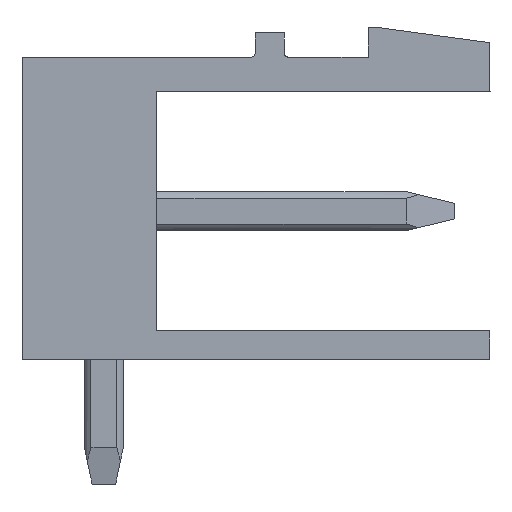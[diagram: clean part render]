
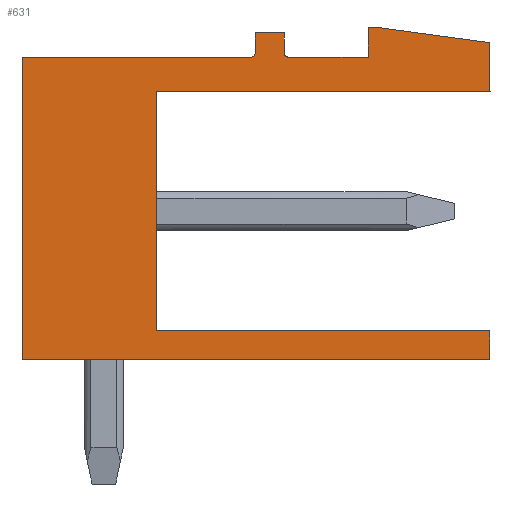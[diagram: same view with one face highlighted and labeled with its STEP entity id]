
A CAD part, left-side view. The second image highlights one B-rep face of the part: STEP entity #631.
In plain terms, the highlighted planar face has unit normal (-1, 0, 0).
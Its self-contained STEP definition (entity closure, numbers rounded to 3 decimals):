
#507=AXIS2_PLACEMENT_3D('Plane Axis2P3D',#504,#505,#506) ;
#553=AXIS2_PLACEMENT_3D('Circle Axis2P3D',#551,#552,$) ;
#581=AXIS2_PLACEMENT_3D('Circle Axis2P3D',#579,#580,$) ;
#49=CARTESIAN_POINT('Vertex',(0.,8.55,3.93)) ;
#52=CARTESIAN_POINT('Line Origine',(0.,4.275,3.93)) ;
#56=CARTESIAN_POINT('Vertex',(0.,0.,3.93)) ;
#224=CARTESIAN_POINT('Vertex',(0.,8.55,10.06)) ;
#227=CARTESIAN_POINT('Line Origine',(0.,8.55,6.995)) ;
#504=CARTESIAN_POINT('Axis2P3D Location',(0.,0.,0.)) ;
#509=CARTESIAN_POINT('Line Origine',(0.,4.275,10.06)) ;
#513=CARTESIAN_POINT('Vertex',(0.,0.,10.06)) ;
#516=CARTESIAN_POINT('Line Origine',(0.,0.,10.69)) ;
#520=CARTESIAN_POINT('Vertex',(0.,0.,11.32)) ;
#523=CARTESIAN_POINT('Line Origine',(0.,1.4,11.51)) ;
#527=CARTESIAN_POINT('Vertex',(0.,2.8,11.7)) ;
#530=CARTESIAN_POINT('Line Origine',(0.,2.96,11.7)) ;
#534=CARTESIAN_POINT('Vertex',(0.,3.12,11.7)) ;
#537=CARTESIAN_POINT('Line Origine',(0.,3.12,11.325)) ;
#541=CARTESIAN_POINT('Vertex',(0.,3.12,10.95)) ;
#544=CARTESIAN_POINT('Line Origine',(0.,4.145,10.95)) ;
#548=CARTESIAN_POINT('Vertex',(0.,5.17,10.95)) ;
#551=CARTESIAN_POINT('Axis2P3D Location',(0.,5.17,11.05)) ;
#555=CARTESIAN_POINT('Vertex',(0.,5.27,11.05)) ;
#558=CARTESIAN_POINT('Line Origine',(0.,5.27,11.31)) ;
#562=CARTESIAN_POINT('Vertex',(0.,5.27,11.57)) ;
#565=CARTESIAN_POINT('Line Origine',(0.,5.645,11.57)) ;
#569=CARTESIAN_POINT('Vertex',(0.,6.02,11.57)) ;
#572=CARTESIAN_POINT('Line Origine',(0.,6.02,11.31)) ;
#576=CARTESIAN_POINT('Vertex',(0.,6.02,11.05)) ;
#579=CARTESIAN_POINT('Axis2P3D Location',(0.,6.12,11.05)) ;
#583=CARTESIAN_POINT('Vertex',(0.,6.12,10.95)) ;
#586=CARTESIAN_POINT('Line Origine',(0.,9.06,10.95)) ;
#590=CARTESIAN_POINT('Vertex',(0.,12.,10.95)) ;
#593=CARTESIAN_POINT('Line Origine',(0.,12.,7.075)) ;
#597=CARTESIAN_POINT('Vertex',(0.,12.,3.2)) ;
#600=CARTESIAN_POINT('Line Origine',(0.,6.,3.2)) ;
#604=CARTESIAN_POINT('Vertex',(0.,0.,3.2)) ;
#607=CARTESIAN_POINT('Line Origine',(0.,0.,3.565)) ;
#53=DIRECTION('Vector Direction',(0.,1.,0.)) ;
#228=DIRECTION('Vector Direction',(0.,0.,-1.)) ;
#505=DIRECTION('Axis2P3D Direction',(-1.,0.,0.)) ;
#506=DIRECTION('Axis2P3D XDirection',(0.,0.,1.)) ;
#510=DIRECTION('Vector Direction',(0.,-1.,0.)) ;
#517=DIRECTION('Vector Direction',(0.,0.,1.)) ;
#524=DIRECTION('Vector Direction',(0.,0.991,0.134)) ;
#531=DIRECTION('Vector Direction',(0.,1.,0.)) ;
#538=DIRECTION('Vector Direction',(0.,0.,-1.)) ;
#545=DIRECTION('Vector Direction',(0.,1.,0.)) ;
#552=DIRECTION('Axis2P3D Direction',(-1.,0.,0.)) ;
#559=DIRECTION('Vector Direction',(0.,0.,1.)) ;
#566=DIRECTION('Vector Direction',(0.,1.,0.)) ;
#573=DIRECTION('Vector Direction',(0.,0.,-1.)) ;
#580=DIRECTION('Axis2P3D Direction',(-1.,0.,0.)) ;
#587=DIRECTION('Vector Direction',(0.,1.,0.)) ;
#594=DIRECTION('Vector Direction',(0.,0.,-1.)) ;
#601=DIRECTION('Vector Direction',(0.,1.,0.)) ;
#608=DIRECTION('Vector Direction',(0.,0.,-1.)) ;
#54=VECTOR('Line Direction',#53,1.) ;
#229=VECTOR('Line Direction',#228,1.) ;
#511=VECTOR('Line Direction',#510,1.) ;
#518=VECTOR('Line Direction',#517,1.) ;
#525=VECTOR('Line Direction',#524,1.) ;
#532=VECTOR('Line Direction',#531,1.) ;
#539=VECTOR('Line Direction',#538,1.) ;
#546=VECTOR('Line Direction',#545,1.) ;
#560=VECTOR('Line Direction',#559,1.) ;
#567=VECTOR('Line Direction',#566,1.) ;
#574=VECTOR('Line Direction',#573,1.) ;
#588=VECTOR('Line Direction',#587,1.) ;
#595=VECTOR('Line Direction',#594,1.) ;
#602=VECTOR('Line Direction',#601,1.) ;
#609=VECTOR('Line Direction',#608,1.) ;
#613=ORIENTED_EDGE('',*,*,#58,.T.) ;
#614=ORIENTED_EDGE('',*,*,#231,.T.) ;
#615=ORIENTED_EDGE('',*,*,#515,.T.) ;
#616=ORIENTED_EDGE('',*,*,#522,.T.) ;
#617=ORIENTED_EDGE('',*,*,#529,.T.) ;
#618=ORIENTED_EDGE('',*,*,#536,.T.) ;
#619=ORIENTED_EDGE('',*,*,#543,.T.) ;
#620=ORIENTED_EDGE('',*,*,#550,.T.) ;
#621=ORIENTED_EDGE('',*,*,#557,.T.) ;
#622=ORIENTED_EDGE('',*,*,#564,.T.) ;
#623=ORIENTED_EDGE('',*,*,#571,.T.) ;
#624=ORIENTED_EDGE('',*,*,#578,.T.) ;
#625=ORIENTED_EDGE('',*,*,#585,.T.) ;
#626=ORIENTED_EDGE('',*,*,#592,.T.) ;
#627=ORIENTED_EDGE('',*,*,#599,.T.) ;
#628=ORIENTED_EDGE('',*,*,#606,.T.) ;
#629=ORIENTED_EDGE('',*,*,#611,.T.) ;
#631=ADVANCED_FACE('Housing',(#630),#508,.T.) ;
#554=CIRCLE('generated circle',#553,0.1) ;
#582=CIRCLE('generated circle',#581,0.1) ;
#58=EDGE_CURVE('',#57,#50,#55,.T.) ;
#231=EDGE_CURVE('',#50,#225,#230,.F.) ;
#515=EDGE_CURVE('',#225,#514,#512,.T.) ;
#522=EDGE_CURVE('',#514,#521,#519,.T.) ;
#529=EDGE_CURVE('',#521,#528,#526,.T.) ;
#536=EDGE_CURVE('',#528,#535,#533,.T.) ;
#543=EDGE_CURVE('',#535,#542,#540,.T.) ;
#550=EDGE_CURVE('',#542,#549,#547,.T.) ;
#557=EDGE_CURVE('',#549,#556,#554,.F.) ;
#564=EDGE_CURVE('',#556,#563,#561,.T.) ;
#571=EDGE_CURVE('',#563,#570,#568,.T.) ;
#578=EDGE_CURVE('',#570,#577,#575,.T.) ;
#585=EDGE_CURVE('',#577,#584,#582,.F.) ;
#592=EDGE_CURVE('',#584,#591,#589,.T.) ;
#599=EDGE_CURVE('',#591,#598,#596,.T.) ;
#606=EDGE_CURVE('',#598,#605,#603,.F.) ;
#611=EDGE_CURVE('',#605,#57,#610,.F.) ;
#612=EDGE_LOOP('',(#613,#614,#615,#616,#617,#618,#619,#620,#621,#622,#623,#624,#625,#626,#627,#628,#629)) ;
#630=FACE_OUTER_BOUND('',#612,.T.) ;
#55=LINE('Line',#52,#54) ;
#230=LINE('Line',#227,#229) ;
#512=LINE('Line',#509,#511) ;
#519=LINE('Line',#516,#518) ;
#526=LINE('Line',#523,#525) ;
#533=LINE('Line',#530,#532) ;
#540=LINE('Line',#537,#539) ;
#547=LINE('Line',#544,#546) ;
#561=LINE('Line',#558,#560) ;
#568=LINE('Line',#565,#567) ;
#575=LINE('Line',#572,#574) ;
#589=LINE('Line',#586,#588) ;
#596=LINE('Line',#593,#595) ;
#603=LINE('Line',#600,#602) ;
#610=LINE('Line',#607,#609) ;
#508=PLANE('',#507) ;
#50=VERTEX_POINT('',#49) ;
#57=VERTEX_POINT('',#56) ;
#225=VERTEX_POINT('',#224) ;
#514=VERTEX_POINT('',#513) ;
#521=VERTEX_POINT('',#520) ;
#528=VERTEX_POINT('',#527) ;
#535=VERTEX_POINT('',#534) ;
#542=VERTEX_POINT('',#541) ;
#549=VERTEX_POINT('',#548) ;
#556=VERTEX_POINT('',#555) ;
#563=VERTEX_POINT('',#562) ;
#570=VERTEX_POINT('',#569) ;
#577=VERTEX_POINT('',#576) ;
#584=VERTEX_POINT('',#583) ;
#591=VERTEX_POINT('',#590) ;
#598=VERTEX_POINT('',#597) ;
#605=VERTEX_POINT('',#604) ;
